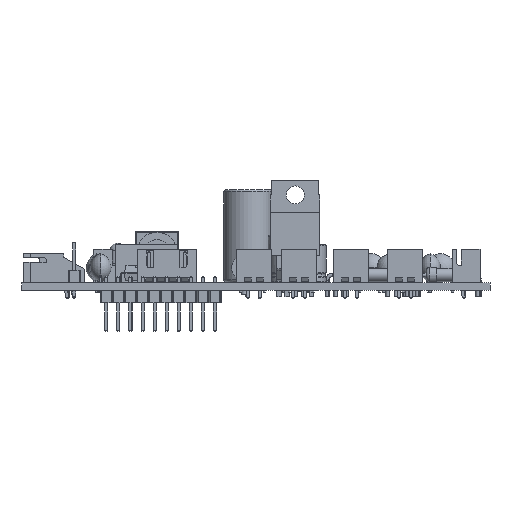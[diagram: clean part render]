
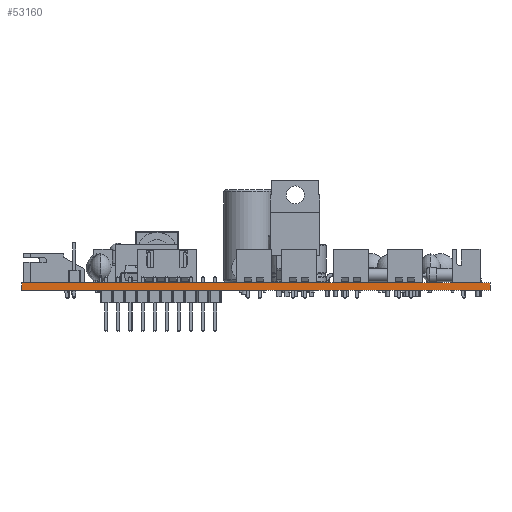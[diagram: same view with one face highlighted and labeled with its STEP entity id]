
A CAD part, front view. The second image highlights one B-rep face of the part: STEP entity #53160.
In plain terms, the highlighted planar face has unit normal (0, -1, 0).
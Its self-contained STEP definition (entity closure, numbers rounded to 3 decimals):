
#53160 = ADVANCED_FACE('',(#53161),#53195,.T.);
#53161 = FACE_BOUND('',#53162,.T.);
#53162 = EDGE_LOOP('',(#53163,#53173,#53181,#53189));
#53163 = ORIENTED_EDGE('',*,*,#53164,.T.);
#53164 = EDGE_CURVE('',#53165,#53167,#53169,.T.);
#53165 = VERTEX_POINT('',#53166);
#53166 = CARTESIAN_POINT('',(193.,-151.,0.));
#53167 = VERTEX_POINT('',#53168);
#53168 = CARTESIAN_POINT('',(193.,-151.,1.6));
#53169 = LINE('',#53170,#53171);
#53170 = CARTESIAN_POINT('',(193.,-151.,0.));
#53171 = VECTOR('',#53172,1.);
#53172 = DIRECTION('',(0.,0.,1.));
#53173 = ORIENTED_EDGE('',*,*,#53174,.T.);
#53174 = EDGE_CURVE('',#53167,#53175,#53177,.T.);
#53175 = VERTEX_POINT('',#53176);
#53176 = CARTESIAN_POINT('',(94.5,-151.,1.6));
#53177 = LINE('',#53178,#53179);
#53178 = CARTESIAN_POINT('',(193.,-151.,1.6));
#53179 = VECTOR('',#53180,1.);
#53180 = DIRECTION('',(-1.,0.,0.));
#53181 = ORIENTED_EDGE('',*,*,#53182,.F.);
#53182 = EDGE_CURVE('',#53183,#53175,#53185,.T.);
#53183 = VERTEX_POINT('',#53184);
#53184 = CARTESIAN_POINT('',(94.5,-151.,0.));
#53185 = LINE('',#53186,#53187);
#53186 = CARTESIAN_POINT('',(94.5,-151.,0.));
#53187 = VECTOR('',#53188,1.);
#53188 = DIRECTION('',(0.,0.,1.));
#53189 = ORIENTED_EDGE('',*,*,#53190,.F.);
#53190 = EDGE_CURVE('',#53165,#53183,#53191,.T.);
#53191 = LINE('',#53192,#53193);
#53192 = CARTESIAN_POINT('',(193.,-151.,0.));
#53193 = VECTOR('',#53194,1.);
#53194 = DIRECTION('',(-1.,0.,0.));
#53195 = PLANE('',#53196);
#53196 = AXIS2_PLACEMENT_3D('',#53197,#53198,#53199);
#53197 = CARTESIAN_POINT('',(193.,-151.,0.));
#53198 = DIRECTION('',(0.,-1.,0.));
#53199 = DIRECTION('',(-1.,0.,0.));
